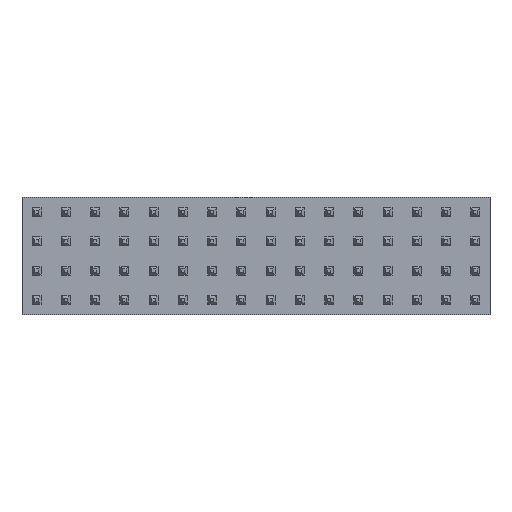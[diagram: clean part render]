
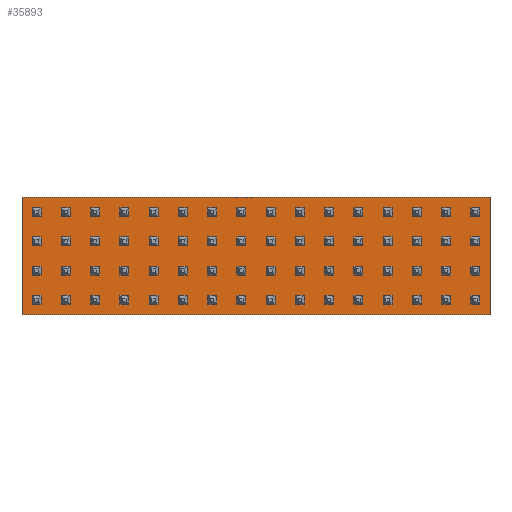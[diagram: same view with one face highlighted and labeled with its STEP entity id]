
A CAD part, front view. The second image highlights one B-rep face of the part: STEP entity #35893.
In plain terms, the highlighted planar face has unit normal (0, -1, 0).
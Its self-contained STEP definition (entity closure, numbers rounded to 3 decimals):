
#35746 = CARTESIAN_POINT ( 'NONE',  ( 31., 0., 7. ) ) ;
#35747 = VERTEX_POINT ( 'NONE', #35746 ) ;
#35748 = CARTESIAN_POINT ( 'NONE',  ( 31., 0., -1. ) ) ;
#35749 = VERTEX_POINT ( 'NONE', #35748 ) ;
#35750 = CARTESIAN_POINT ( 'NONE',  ( 31., 0., 7. ) ) ;
#35751 = DIRECTION ( 'NONE',  ( 0., 0., -1. ) ) ;
#35752 = VECTOR ( 'NONE', #35751, 1000. ) ;
#35753 = LINE ( 'NONE', #35750, #35752 ) ;
#35754 = EDGE_CURVE ( 'NONE', #35747, #35749, #35753, .T. ) ;
#35786 = CARTESIAN_POINT ( 'NONE',  ( -1., 0., -1. ) ) ;
#35787 = VERTEX_POINT ( 'NONE', #35786 ) ;
#35788 = CARTESIAN_POINT ( 'NONE',  ( -1., 0., -1. ) ) ;
#35789 = DIRECTION ( 'NONE',  ( -1., 0., 0. ) ) ;
#35790 = VECTOR ( 'NONE', #35789, 1000. ) ;
#35791 = LINE ( 'NONE', #35788, #35790 ) ;
#35792 = EDGE_CURVE ( 'NONE', #35749, #35787, #35791, .T. ) ;
#35817 = CARTESIAN_POINT ( 'NONE',  ( -1., 0., 7. ) ) ;
#35818 = VERTEX_POINT ( 'NONE', #35817 ) ;
#35819 = CARTESIAN_POINT ( 'NONE',  ( -1., 0., 7. ) ) ;
#35820 = DIRECTION ( 'NONE',  ( 0., 0., 1. ) ) ;
#35821 = VECTOR ( 'NONE', #35820, 1000. ) ;
#35822 = LINE ( 'NONE', #35819, #35821 ) ;
#35823 = EDGE_CURVE ( 'NONE', #35787, #35818, #35822, .T. ) ;
#35848 = CARTESIAN_POINT ( 'NONE',  ( -1., 0., 7. ) ) ;
#35849 = DIRECTION ( 'NONE',  ( 1., 0., 0. ) ) ;
#35850 = VECTOR ( 'NONE', #35849, 1000. ) ;
#35851 = LINE ( 'NONE', #35848, #35850 ) ;
#35852 = EDGE_CURVE ( 'NONE', #35818, #35747, #35851, .T. ) ;
#35882 = ORIENTED_EDGE ( 'NONE', *, *, #35754, .F. ) ;
#35883 = ORIENTED_EDGE ( 'NONE', *, *, #35852, .F. ) ;
#35884 = ORIENTED_EDGE ( 'NONE', *, *, #35823, .F. ) ;
#35885 = ORIENTED_EDGE ( 'NONE', *, *, #35792, .F. ) ;
#35886 = EDGE_LOOP ( 'NONE', ( #35882, #35883, #35884, #35885 ) ) ;
#35887 = FACE_OUTER_BOUND ( 'NONE', #35886, .T. ) ;
#35888 = CARTESIAN_POINT ( 'NONE',  ( 15., 0., 3. ) ) ;
#35889 = DIRECTION ( 'NONE',  ( 0., -1., 0. ) ) ;
#35890 = DIRECTION ( 'NONE',  ( 0., 0., -1. ) ) ;
#35891 = AXIS2_PLACEMENT_3D ( 'NONE', #35888, #35889, #35890 ) ;
#35892 = PLANE ( 'NONE', #35891 ) ;
#35893 = ADVANCED_FACE ( 'NONE', ( #35887 ), #35892, .T. ) ;
